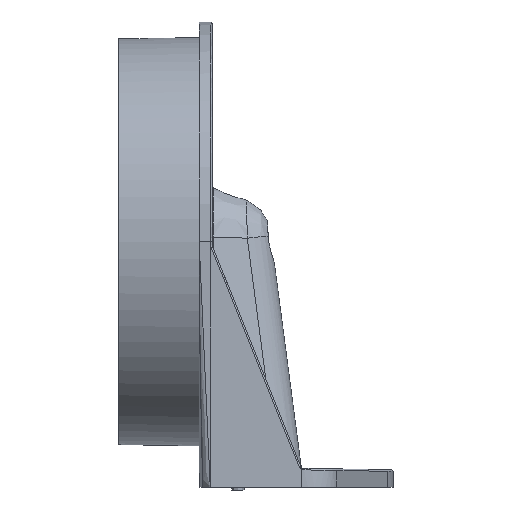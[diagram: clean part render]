
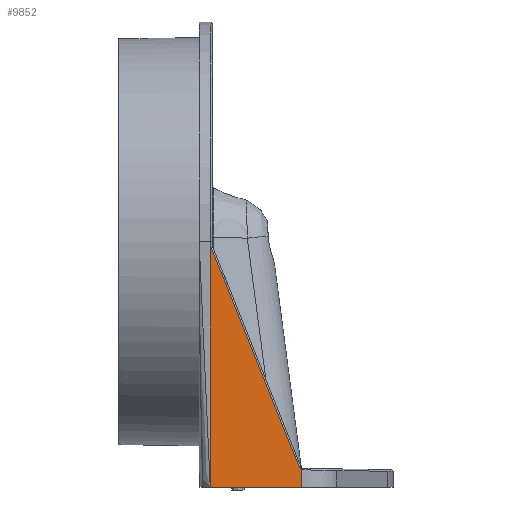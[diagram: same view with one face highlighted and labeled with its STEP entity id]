
A CAD part, left-side view. The second image highlights one B-rep face of the part: STEP entity #9852.
In plain terms, the highlighted planar face has unit normal (-0.999, -0.035, 0).
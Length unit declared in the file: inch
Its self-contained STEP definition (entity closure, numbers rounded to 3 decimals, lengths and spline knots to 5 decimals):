
#58 = CARTESIAN_POINT ( 'NONE',  ( -1.64949, -0.66807, -1.72081 ) ) ;
#977 = CARTESIAN_POINT ( 'NONE',  ( -1.64908, -0.67983, -1.73144 ) ) ;
#1096 = CARTESIAN_POINT ( 'NONE',  ( -1.64908, -0.67983, -1.87008 ) ) ;
#1345 = CARTESIAN_POINT ( 'NONE',  ( -1.67321, 0.0114, -1.87008 ) ) ;
#1802 = VECTOR ( 'NONE', #8893, 39.37008 ) ;
#1821 = CARTESIAN_POINT ( 'NONE',  ( -1.64911, -0.67884, -1.73088 ) ) ;
#2020 = CARTESIAN_POINT ( 'NONE',  ( -1.67321, 0.0114, -0.03021 ) ) ;
#2099 = LINE ( 'NONE', #7273, #8377 ) ;
#2272 = CARTESIAN_POINT ( 'NONE',  ( -1.67321, 0.0114, -0.02717 ) ) ;
#2986 = CARTESIAN_POINT ( 'NONE',  ( -1.67323, 0.01181, -1.87008 ) ) ;
#3020 = ORIENTED_EDGE ( 'NONE', *, *, #12095, .T. ) ;
#3170 = CARTESIAN_POINT ( 'NONE',  ( -1.67323, 0.01181, -1.87008 ) ) ;
#3619 = DIRECTION ( 'NONE',  ( 0.013, -0.372, -0.928 ) ) ;
#3738 = VERTEX_POINT ( 'NONE', #5561 ) ;
#3891 = B_SPLINE_CURVE_WITH_KNOTS ( 'NONE', 3,
 ( #6345, #15597, #6040, #8957, #11212, #58, #12795, #10402, #16714, #14160, #15350, #15518 ),
 .UNSPECIFIED., .F., .F.,
 ( 4, 1, 1, 1, 1, 2, 2, 4 ),
 ( 0., 0.25, 0.375, 0.4375, 0.46875, 0.48438, 0.5, 1. ),
 .UNSPECIFIED. ) ;
#4134 = CARTESIAN_POINT ( 'NONE',  ( -1.64969, -0.66215, -1.71108 ) ) ;
#4170 = VERTEX_POINT ( 'NONE', #1096 ) ;
#4299 = CARTESIAN_POINT ( 'NONE',  ( -1.67282, 0.00001, 0. ) ) ;
#4371 = VERTEX_POINT ( 'NONE', #16804 ) ;
#4417 = VERTEX_POINT ( 'NONE', #4134 ) ;
#4503 = CARTESIAN_POINT ( 'NONE',  ( -1.67315, 0.0097, -0.03596 ) ) ;
#4559 = EDGE_CURVE ( 'NONE', #6237, #4417, #2099, .T. ) ;
#4895 = EDGE_CURVE ( 'NONE', #4371, #6692, #11168, .T. ) ;
#5289 = EDGE_CURVE ( 'NONE', #7904, #7140, #5537, .T. ) ;
#5323 = CARTESIAN_POINT ( 'NONE',  ( -1.67323, 0.01181, 0. ) ) ;
#5388 = ORIENTED_EDGE ( 'NONE', *, *, #16450, .T. ) ;
#5537 = LINE ( 'NONE', #2986, #12178 ) ;
#5561 = CARTESIAN_POINT ( 'NONE',  ( -1.67321, 0.0114, -0.02717 ) ) ;
#5646 = CARTESIAN_POINT ( 'NONE',  ( -1.64918, -0.67697, -1.72958 ) ) ;
#5955 = ORIENTED_EDGE ( 'NONE', *, *, #5289, .F. ) ;
#6040 = CARTESIAN_POINT ( 'NONE',  ( -1.64932, -0.67297, -1.7263 ) ) ;
#6237 = VERTEX_POINT ( 'NONE', #4503 ) ;
#6345 = CARTESIAN_POINT ( 'NONE',  ( -1.64918, -0.67697, -1.72958 ) ) ;
#6480 = DIRECTION ( 'NONE',  ( 0.035, -0.999, 0. ) ) ;
#6692 = VERTEX_POINT ( 'NONE', #977 ) ;
#6697 = VERTEX_POINT ( 'NONE', #16520 ) ;
#6773 = ORIENTED_EDGE ( 'NONE', *, *, #14596, .F. ) ;
#7140 = VERTEX_POINT ( 'NONE', #5323 ) ;
#7224 = ORIENTED_EDGE ( 'NONE', *, *, #9093, .T. ) ;
#7273 = CARTESIAN_POINT ( 'NONE',  ( -1.65611, -0.47833, -1.25277 ) ) ;
#7376 = PLANE ( 'NONE',  #13946 ) ;
#7442 = CARTESIAN_POINT ( 'NONE',  ( -1.67319, 0.01083, -0.03314 ) ) ;
#7790 = EDGE_CURVE ( 'NONE', #7904, #4170, #8926, .T. ) ;
#7791 = DIRECTION ( 'NONE',  ( 0., 0., 1. ) ) ;
#7904 = VERTEX_POINT ( 'NONE', #3170 ) ;
#8377 = VECTOR ( 'NONE', #3619, 39.37008 ) ;
#8789 = ORIENTED_EDGE ( 'NONE', *, *, #4895, .F. ) ;
#8851 = ORIENTED_EDGE ( 'NONE', *, *, #12657, .T. ) ;
#8893 = DIRECTION ( 'NONE',  ( 0., 0., -1. ) ) ;
#8926 = LINE ( 'NONE', #12930, #15036 ) ;
#8957 = CARTESIAN_POINT ( 'NONE',  ( -1.64941, -0.67017, -1.7233 ) ) ;
#9093 = EDGE_CURVE ( 'NONE', #6697, #7140, #12009, .T. ) ;
#9852 = ADVANCED_FACE ( 'NONE', ( #13827 ), #7376, .T. ) ;
#10363 = ORIENTED_EDGE ( 'NONE', *, *, #7790, .T. ) ;
#10402 = CARTESIAN_POINT ( 'NONE',  ( -1.6495, -0.66757, -1.72019 ) ) ;
#11023 = DIRECTION ( 'NONE',  ( -0.035, 0.999, 0. ) ) ;
#11168 = B_SPLINE_CURVE_WITH_KNOTS ( 'NONE', 3,
 ( #5646, #16009, #1821, #12256 ),
 .UNSPECIFIED., .F., .F.,
 ( 4, 4 ),
 ( 0., 1. ),
 .UNSPECIFIED. ) ;
#11212 = CARTESIAN_POINT ( 'NONE',  ( -1.64946, -0.66877, -1.72167 ) ) ;
#11751 = VECTOR ( 'NONE', #15850, 39.37008 ) ;
#12009 = LINE ( 'NONE', #4299, #11751 ) ;
#12095 = EDGE_CURVE ( 'NONE', #3738, #6697, #15440, .T. ) ;
#12178 = VECTOR ( 'NONE', #14797, 39.37008 ) ;
#12256 = CARTESIAN_POINT ( 'NONE',  ( -1.64908, -0.67983, -1.73144 ) ) ;
#12657 = EDGE_CURVE ( 'NONE', #6237, #3738, #14487, .T. ) ;
#12795 = CARTESIAN_POINT ( 'NONE',  ( -1.6495, -0.66777, -1.72044 ) ) ;
#12903 = LINE ( 'NONE', #14432, #1802 ) ;
#12930 = CARTESIAN_POINT ( 'NONE',  ( -1.67282, 0.00001, -1.87008 ) ) ;
#13645 = CARTESIAN_POINT ( 'NONE',  ( -1.67315, 0.0097, -0.03596 ) ) ;
#13674 = EDGE_LOOP ( 'NONE', ( #6773, #8789, #5388, #15213, #8851, #3020, #7224, #5955, #10363 ) ) ;
#13827 = FACE_OUTER_BOUND ( 'NONE', #13674, .T. ) ;
#13946 = AXIS2_PLACEMENT_3D ( 'NONE', #16302, #14943, #11023 ) ;
#14160 = CARTESIAN_POINT ( 'NONE',  ( -1.64959, -0.66509, -1.71704 ) ) ;
#14396 = VECTOR ( 'NONE', #7791, 39.37008 ) ;
#14432 = CARTESIAN_POINT ( 'NONE',  ( -1.64908, -0.67983, -1.87008 ) ) ;
#14487 = B_SPLINE_CURVE_WITH_KNOTS ( 'NONE', 3,
 ( #13645, #7442, #2020, #2272 ),
 .UNSPECIFIED., .F., .F.,
 ( 4, 4 ),
 ( 0., 1. ),
 .UNSPECIFIED. ) ;
#14596 = EDGE_CURVE ( 'NONE', #6692, #4170, #12903, .T. ) ;
#14797 = DIRECTION ( 'NONE',  ( 0., 0., 1. ) ) ;
#14943 = DIRECTION ( 'NONE',  ( -0.999, -0.035, 0. ) ) ;
#15036 = VECTOR ( 'NONE', #6480, 39.37008 ) ;
#15213 = ORIENTED_EDGE ( 'NONE', *, *, #4559, .F. ) ;
#15350 = CARTESIAN_POINT ( 'NONE',  ( -1.64965, -0.66335, -1.71409 ) ) ;
#15440 = LINE ( 'NONE', #1345, #14396 ) ;
#15518 = CARTESIAN_POINT ( 'NONE',  ( -1.64969, -0.66215, -1.71108 ) ) ;
#15597 = CARTESIAN_POINT ( 'NONE',  ( -1.64923, -0.67537, -1.72839 ) ) ;
#15850 = DIRECTION ( 'NONE',  ( -0.035, 0.999, 0. ) ) ;
#16009 = CARTESIAN_POINT ( 'NONE',  ( -1.64914, -0.67788, -1.73025 ) ) ;
#16302 = CARTESIAN_POINT ( 'NONE',  ( -1.67282, 0.00001, -1.87008 ) ) ;
#16450 = EDGE_CURVE ( 'NONE', #4371, #4417, #3891, .T. ) ;
#16520 = CARTESIAN_POINT ( 'NONE',  ( -1.67321, 0.0114, 0. ) ) ;
#16714 = CARTESIAN_POINT ( 'NONE',  ( -1.64951, -0.66744, -1.72002 ) ) ;
#16804 = CARTESIAN_POINT ( 'NONE',  ( -1.64918, -0.67697, -1.72958 ) ) ;
